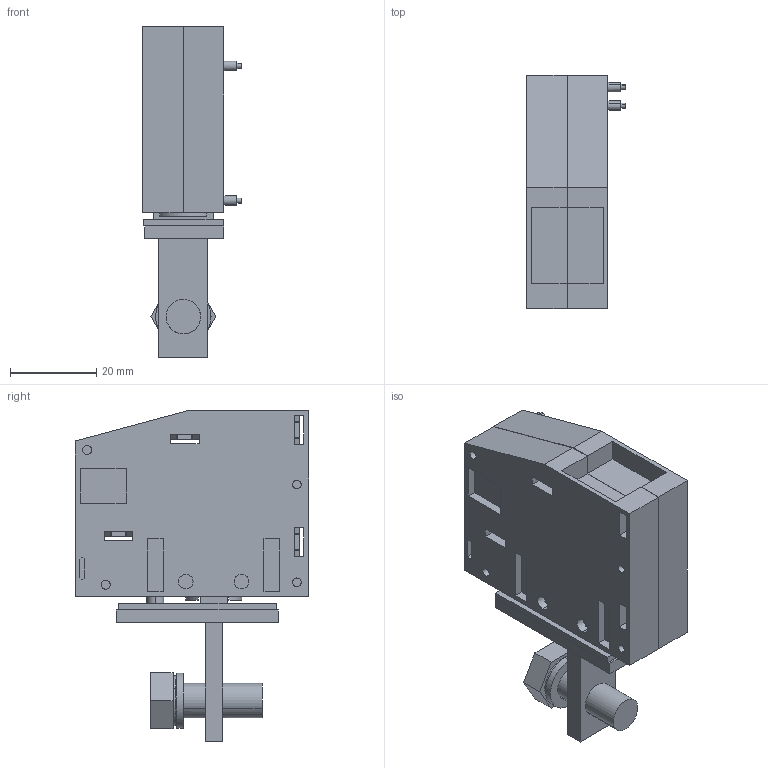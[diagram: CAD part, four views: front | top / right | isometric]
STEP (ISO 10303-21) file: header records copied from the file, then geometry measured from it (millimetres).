
FILE_DESCRIPTION(('CATIA V5 STEP Exchange','CAx-IF Rec.Pracs.--- Model Styling and Organization---1.2---2011-12-15'),'2;1');
FILE_NAME ('D1461999_0', '2017-07-21T09:35:13+00:00', ('none'), ('Weidmueller'), 'CATIA Version 5-6 Release 2014', 'CATIA V5 STEP AP214', 'none');
FILE_SCHEMA(('AUTOMOTIVE_DESIGN { 1 0 10303 214 1 1 1 1 }'));
Length unit declared in the file: millimetre
Products named in the file (1): 2428450000
Bounding box: 22.8 x 54 x 76.5 mm (x, y, z)
Volume: 44414.9 mm3; surface area: 17662 mm2
Topology: 5 solids, 5 shells, 355 faces, 905 edges, 600 vertices
Faces by surface type: plane 311, cylinder 42, extrusion 2
Entity records: 10471 total; most frequent: CARTESIAN_POINT 1964, ORIENTED_EDGE 1810, DIRECTION 1381, EDGE_CURVE 905, VECTOR 815, LINE 813, VERTEX_POINT 600, EDGE_LOOP 411
